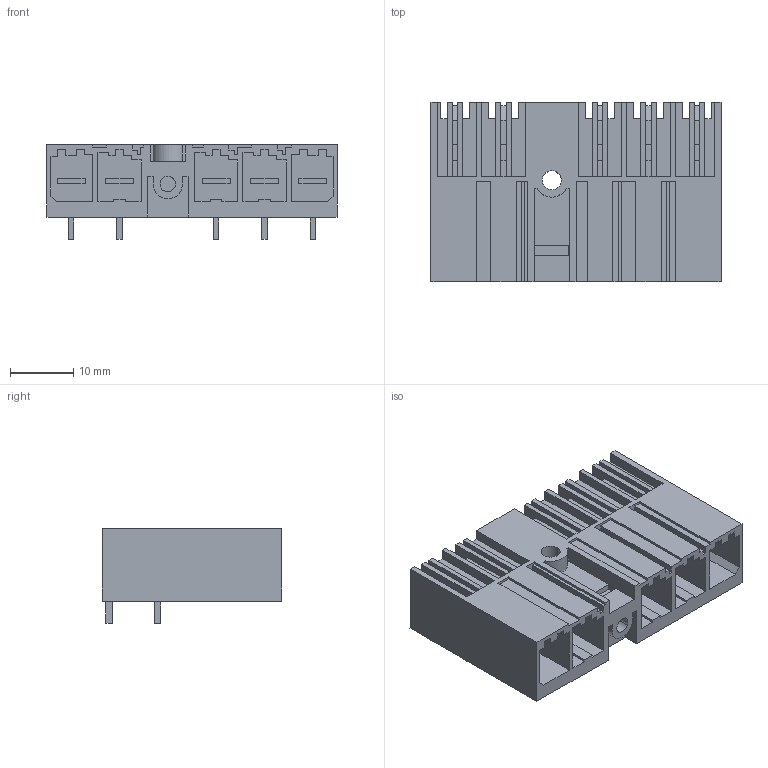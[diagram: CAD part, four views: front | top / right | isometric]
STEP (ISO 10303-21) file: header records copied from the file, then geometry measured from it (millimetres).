
FILE_DESCRIPTION(('CATIA V5 STEP Exchange','CAx-IF Rec.Pracs.--- Model Styling and Organization---1.4--- 2014-01-23'),'2;1');
FILE_NAME ('D1447736_1_1048700000_1048700000.stp','2021-04-30T13:38:10+00:00',('none'),('Weidmueller'),'CATIA Version 5-6 Release 2016 SP3 HF44','CATIA V5 STEP AP214','none');
FILE_SCHEMA(('AUTOMOTIVE_DESIGN { 1 0 10303 214 1 1 1 1 }'));
Length unit declared in the file: millimetre
Products named in the file (1): 1048700000
Bounding box: 45.72 x 28.3 x 14.9 mm (x, y, z)
Volume: 8041.8 mm3; surface area: 11121.7 mm2
Topology: 7 solids, 7 shells, 455 faces, 1319 edges, 883 vertices
Faces by surface type: plane 428, cylinder 27
Entity records: 14042 total; most frequent: ORIENTED_EDGE 2638, CARTESIAN_POINT 2538, DIRECTION 1938, EDGE_CURVE 1319, VECTOR 1257, LINE 1257, VERTEX_POINT 883, EDGE_LOOP 476
